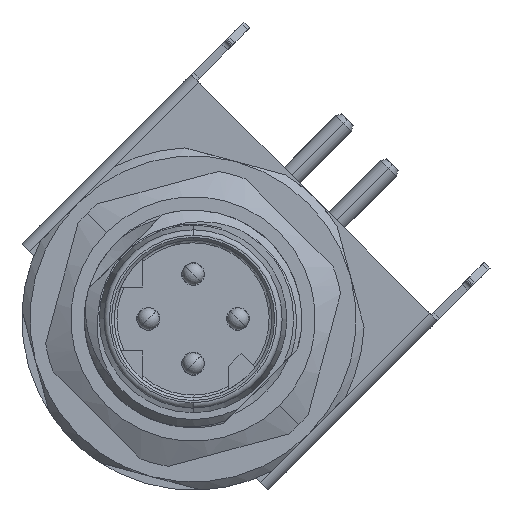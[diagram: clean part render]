
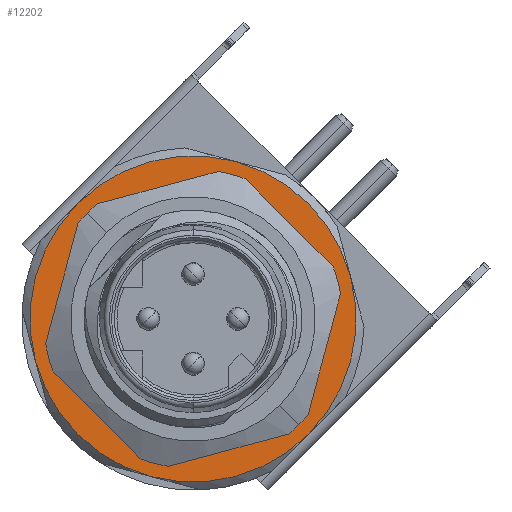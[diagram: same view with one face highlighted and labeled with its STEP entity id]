
A CAD part, left-side view. The second image highlights one B-rep face of the part: STEP entity #12202.
In plain terms, the highlighted planar face has unit normal (-1, 0, 0).
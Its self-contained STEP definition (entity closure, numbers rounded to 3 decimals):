
#5655=CARTESIAN_POINT('',(12.,0.,0.));
#5656=DIRECTION('',(1.,0.,0.));
#5657=DIRECTION('',(0.,0.707,-0.707));
#5658=AXIS2_PLACEMENT_3D('',#5655,#5656,#5657);
#5675=CARTESIAN_POINT('',(12.,0.,0.));
#5676=DIRECTION('',(1.,0.,0.));
#5677=DIRECTION('',(0.,0.259,-0.966));
#5678=AXIS2_PLACEMENT_3D('',#5675,#5676,#5677);
#5680=CARTESIAN_POINT('',(12.,0.,0.));
#5681=DIRECTION('',(1.,0.,0.));
#5682=DIRECTION('',(0.,0.707,-0.707));
#5683=AXIS2_PLACEMENT_3D('',#5680,#5681,#5682);
#5685=CARTESIAN_POINT('',(12.,0.,0.));
#5686=DIRECTION('',(1.,0.,0.));
#5687=DIRECTION('',(0.,0.966,-0.259));
#5688=AXIS2_PLACEMENT_3D('',#5685,#5686,#5687);
#5690=CARTESIAN_POINT('',(12.,0.,0.));
#5691=DIRECTION('',(1.,0.,0.));
#5692=DIRECTION('',(0.,0.707,0.707));
#5693=AXIS2_PLACEMENT_3D('',#5690,#5691,#5692);
#5695=CARTESIAN_POINT('',(12.,0.,0.));
#5696=DIRECTION('',(1.,0.,0.));
#5697=DIRECTION('',(0.,-0.259,0.966));
#5698=AXIS2_PLACEMENT_3D('',#5695,#5696,#5697);
#5700=CARTESIAN_POINT('',(12.,0.,0.));
#5701=DIRECTION('',(1.,0.,0.));
#5702=DIRECTION('',(0.,-0.707,0.707));
#5703=AXIS2_PLACEMENT_3D('',#5700,#5701,#5702);
#5705=CARTESIAN_POINT('',(12.,0.,0.));
#5706=DIRECTION('',(1.,0.,0.));
#5707=DIRECTION('',(0.,-0.966,0.259));
#5708=AXIS2_PLACEMENT_3D('',#5705,#5706,#5707);
#5710=CARTESIAN_POINT('',(12.,0.,0.));
#5711=DIRECTION('',(1.,0.,0.));
#5712=DIRECTION('',(0.,-0.707,-0.707));
#5713=AXIS2_PLACEMENT_3D('',#5710,#5711,#5712);
#5715=CARTESIAN_POINT('',(12.,0.,0.));
#5716=DIRECTION('',(-1.,0.,0.));
#5717=DIRECTION('',(0.,0.707,-0.707));
#5718=AXIS2_PLACEMENT_3D('',#5715,#5716,#5717);
#5720=CARTESIAN_POINT('',(12.,0.,0.));
#5721=DIRECTION('',(-1.,0.,0.));
#5722=DIRECTION('',(0.,-0.707,0.707));
#5723=AXIS2_PLACEMENT_3D('',#5720,#5721,#5722);
#8553=CARTESIAN_POINT('',(12.,0.,0.));
#8554=DIRECTION('',(1.,0.,0.));
#8555=DIRECTION('',(0.,-0.707,0.707));
#8556=AXIS2_PLACEMENT_3D('',#8553,#8554,#8555);
#10032=CARTESIAN_POINT('',(12.,4.243,4.243));
#10033=CARTESIAN_POINT('',(12.,-1.553,5.796));
#10034=VERTEX_POINT('',#10032);
#10035=VERTEX_POINT('',#10033);
#10039=CARTESIAN_POINT('',(12.,5.796,-1.553));
#10040=VERTEX_POINT('',#10039);
#10044=CARTESIAN_POINT('',(12.,-5.796,1.553));
#10045=CARTESIAN_POINT('',(12.,-4.243,-4.243));
#10046=VERTEX_POINT('',#10044);
#10047=VERTEX_POINT('',#10045);
#10051=CARTESIAN_POINT('',(12.,1.553,-5.796));
#10052=VERTEX_POINT('',#10051);
#10056=CARTESIAN_POINT('',(12.,4.243,-4.243));
#10057=VERTEX_POINT('',#10056);
#10058=CARTESIAN_POINT('',(12.,-4.243,4.243));
#10059=VERTEX_POINT('',#10058);
#10060=CARTESIAN_POINT('',(12.,2.686,-2.688));
#10061=CARTESIAN_POINT('',(12.,-2.723,2.651));
#10062=VERTEX_POINT('',#10060);
#10063=VERTEX_POINT('',#10061);
#10064=CARTESIAN_POINT('',(12.,-2.686,2.688));
#10065=VERTEX_POINT('',#10064);
#10066=CARTESIAN_POINT('',(12.,2.723,-2.651));
#10067=VERTEX_POINT('',#10066);
#12171=CARTESIAN_POINT('',(12.,0.,0.));
#12172=DIRECTION('',(1.,0.,0.));
#12173=DIRECTION('',(0.,-0.707,-0.707));
#12174=AXIS2_PLACEMENT_3D('',#12171,#12172,#12173);
#12175=PLANE('',#12174);
#12177=ORIENTED_EDGE('',*,*,#12176,.T.);
#12179=ORIENTED_EDGE('',*,*,#12178,.T.);
#12181=ORIENTED_EDGE('',*,*,#12180,.T.);
#12183=ORIENTED_EDGE('',*,*,#12182,.T.);
#12185=ORIENTED_EDGE('',*,*,#12184,.T.);
#12187=ORIENTED_EDGE('',*,*,#12186,.T.);
#12189=ORIENTED_EDGE('',*,*,#12188,.T.);
#12191=ORIENTED_EDGE('',*,*,#12190,.T.);
#12192=EDGE_LOOP('',(#12177,#12179,#12181,#12183,#12185,#12187,#12189,#12191));
#12193=FACE_OUTER_BOUND('',#12192,.F.);
#12195=ORIENTED_EDGE('',*,*,#12194,.T.);
#12197=ORIENTED_EDGE('',*,*,#12196,.F.);
#12198=ORIENTED_EDGE('',*,*,#12160,.T.);
#12199=ORIENTED_EDGE('',*,*,#12158,.F.);
#12200=EDGE_LOOP('',(#12195,#12197,#12198,#12199));
#12201=FACE_BOUND('',#12200,.F.);
#5659=CIRCLE('',#5658,3.8);
#5679=CIRCLE('',#5678,6.);
#5684=CIRCLE('',#5683,6.);
#5689=CIRCLE('',#5688,6.);
#5694=CIRCLE('',#5693,6.);
#5699=CIRCLE('',#5698,6.);
#5704=CIRCLE('',#5703,6.);
#5709=CIRCLE('',#5708,6.);
#5714=CIRCLE('',#5713,6.);
#5719=CIRCLE('',#5718,3.8);
#5724=CIRCLE('',#5723,3.8);
#8557=CIRCLE('',#8556,3.8);
#12158=EDGE_CURVE('',#10062,#10067,#5659,.T.);
#12160=EDGE_CURVE('',#10065,#10067,#5724,.T.);
#12176=EDGE_CURVE('',#10052,#10057,#5679,.T.);
#12178=EDGE_CURVE('',#10057,#10040,#5684,.T.);
#12180=EDGE_CURVE('',#10040,#10034,#5689,.T.);
#12182=EDGE_CURVE('',#10034,#10035,#5694,.T.);
#12184=EDGE_CURVE('',#10035,#10059,#5699,.T.);
#12186=EDGE_CURVE('',#10059,#10046,#5704,.T.);
#12188=EDGE_CURVE('',#10046,#10047,#5709,.T.);
#12190=EDGE_CURVE('',#10047,#10052,#5714,.T.);
#12194=EDGE_CURVE('',#10062,#10063,#5719,.T.);
#12196=EDGE_CURVE('',#10065,#10063,#8557,.T.);
#12202=ADVANCED_FACE('',(#12193,#12201),#12175,.F.);
